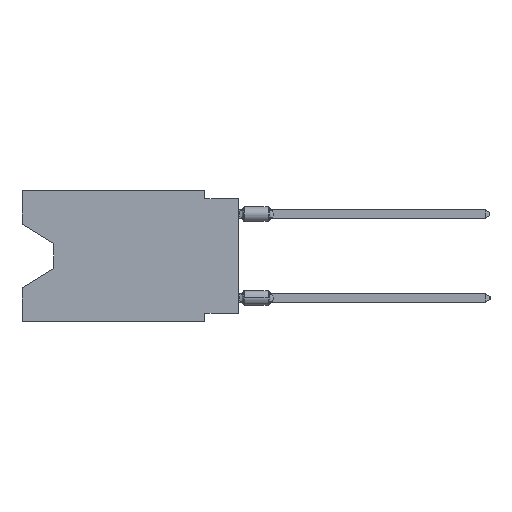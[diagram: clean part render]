
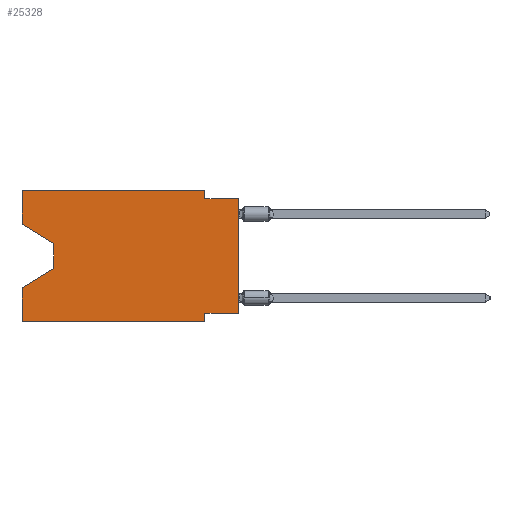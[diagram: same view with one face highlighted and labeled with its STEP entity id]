
A CAD part, left-side view. The second image highlights one B-rep face of the part: STEP entity #25328.
In plain terms, the highlighted planar face has unit normal (-1, 0, 0).
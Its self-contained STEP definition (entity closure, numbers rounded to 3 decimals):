
#746 = CARTESIAN_POINT ( 'NONE',  ( 0., 13.97, -4.013 ) ) ;
#781 = CARTESIAN_POINT ( 'NONE',  ( 0., 2.54, 0. ) ) ;
#2369 = LINE ( 'NONE', #38305, #35899 ) ;
#2644 = DIRECTION ( 'NONE',  ( 0., 1., 0. ) ) ;
#2799 = CARTESIAN_POINT ( 'NONE',  ( 0., 0., -0.635 ) ) ;
#3036 = ORIENTED_EDGE ( 'NONE', *, *, #35990, .F. ) ;
#3389 = VERTEX_POINT ( 'NONE', #35974 ) ;
#3888 = CARTESIAN_POINT ( 'NONE',  ( 0., 2.54, 0. ) ) ;
#6428 = EDGE_CURVE ( 'NONE', #43226, #28536, #39614, .T. ) ;
#6659 = LINE ( 'NONE', #27523, #21046 ) ;
#7968 = CARTESIAN_POINT ( 'NONE',  ( 0., 16.383, -7.36 ) ) ;
#9119 = DIRECTION ( 'NONE',  ( 0., 0., -1. ) ) ;
#10448 = CARTESIAN_POINT ( 'NONE',  ( 0., 16.383, -2.546 ) ) ;
#12750 = VERTEX_POINT ( 'NONE', #21387 ) ;
#13084 = CARTESIAN_POINT ( 'NONE',  ( 0., 16.383, 0. ) ) ;
#13638 = LINE ( 'NONE', #29766, #43917 ) ;
#13744 = AXIS2_PLACEMENT_3D ( 'NONE', #13084, #29192, #9119 ) ;
#15214 = VERTEX_POINT ( 'NONE', #31773 ) ;
#15712 = VERTEX_POINT ( 'NONE', #781 ) ;
#16382 = EDGE_CURVE ( 'NONE', #29306, #28536, #18669, .T. ) ;
#17932 = EDGE_LOOP ( 'NONE', ( #38161, #39490, #43225, #49443, #34883, #18674, #3036, #51459, #19947, #30051, #24567, #18259 ) ) ;
#18045 = VERTEX_POINT ( 'NONE', #52007 ) ;
#18161 = LINE ( 'NONE', #30594, #21681 ) ;
#18259 = ORIENTED_EDGE ( 'NONE', *, *, #30857, .F. ) ;
#18669 = LINE ( 'NONE', #38483, #45343 ) ;
#18674 = ORIENTED_EDGE ( 'NONE', *, *, #29277, .F. ) ;
#18878 = EDGE_CURVE ( 'NONE', #23633, #18045, #6659, .T. ) ;
#19947 = ORIENTED_EDGE ( 'NONE', *, *, #45139, .F. ) ;
#19991 = VERTEX_POINT ( 'NONE', #10448 ) ;
#20389 = DIRECTION ( 'NONE',  ( 0., 0., 1. ) ) ;
#21046 = VECTOR ( 'NONE', #20389, 1000. ) ;
#21387 = CARTESIAN_POINT ( 'NONE',  ( 0., 2.54, -9.906 ) ) ;
#21681 = VECTOR ( 'NONE', #46703, 1000. ) ;
#23633 = VERTEX_POINT ( 'NONE', #37005 ) ;
#23846 = DIRECTION ( 'NONE',  ( 0., -0.855, -0.519 ) ) ;
#24567 = ORIENTED_EDGE ( 'NONE', *, *, #29450, .F. ) ;
#24834 = LINE ( 'NONE', #43164, #34715 ) ;
#25328 = ADVANCED_FACE ( 'NONE', ( #28941 ), #45070, .F. ) ;
#25793 = DIRECTION ( 'NONE',  ( 0., 0., -1. ) ) ;
#26675 = CARTESIAN_POINT ( 'NONE',  ( 0., 16.383, -9.906 ) ) ;
#27469 = LINE ( 'NONE', #31176, #38763 ) ;
#27523 = CARTESIAN_POINT ( 'NONE',  ( 0., 0., 0. ) ) ;
#28258 = DIRECTION ( 'NONE',  ( 0., 0.855, -0.519 ) ) ;
#28475 = LINE ( 'NONE', #3888, #32189 ) ;
#28536 = VERTEX_POINT ( 'NONE', #7968 ) ;
#28733 = DIRECTION ( 'NONE',  ( 0., 0., -1. ) ) ;
#28941 = FACE_OUTER_BOUND ( 'NONE', #17932, .T. ) ;
#29192 = DIRECTION ( 'NONE',  ( 1., 0., 0. ) ) ;
#29277 = EDGE_CURVE ( 'NONE', #3389, #12750, #2369, .T. ) ;
#29306 = VERTEX_POINT ( 'NONE', #26675 ) ;
#29450 = EDGE_CURVE ( 'NONE', #15214, #15712, #31673, .T. ) ;
#29766 = CARTESIAN_POINT ( 'NONE',  ( 0., 13.97, -4.013 ) ) ;
#29918 = CARTESIAN_POINT ( 'NONE',  ( 0., 16.383, -9.906 ) ) ;
#30051 = ORIENTED_EDGE ( 'NONE', *, *, #45959, .F. ) ;
#30594 = CARTESIAN_POINT ( 'NONE',  ( 0., 16.383, 0. ) ) ;
#30857 = EDGE_CURVE ( 'NONE', #19991, #15214, #18161, .T. ) ;
#30952 = DIRECTION ( 'NONE',  ( 0., -1., 0. ) ) ;
#31111 = VERTEX_POINT ( 'NONE', #51955 ) ;
#31176 = CARTESIAN_POINT ( 'NONE',  ( 0., 0., -9.271 ) ) ;
#31673 = LINE ( 'NONE', #47537, #38437 ) ;
#31773 = CARTESIAN_POINT ( 'NONE',  ( 0., 16.383, 0. ) ) ;
#32189 = VECTOR ( 'NONE', #28733, 1000. ) ;
#34331 = DIRECTION ( 'NONE',  ( 0., 0., -1. ) ) ;
#34526 = VERTEX_POINT ( 'NONE', #746 ) ;
#34715 = VECTOR ( 'NONE', #23846, 1000. ) ;
#34883 = ORIENTED_EDGE ( 'NONE', *, *, #47096, .T. ) ;
#35030 = DIRECTION ( 'NONE',  ( 0., -1., 0. ) ) ;
#35899 = VECTOR ( 'NONE', #34331, 1000. ) ;
#35974 = CARTESIAN_POINT ( 'NONE',  ( 0., 2.54, -9.271 ) ) ;
#35990 = EDGE_CURVE ( 'NONE', #23633, #3389, #27469, .T. ) ;
#36163 = DIRECTION ( 'NONE',  ( 0., -1., 0. ) ) ;
#36712 = CARTESIAN_POINT ( 'NONE',  ( 0., 13.97, -5.893 ) ) ;
#37005 = CARTESIAN_POINT ( 'NONE',  ( 0., 0., -9.271 ) ) ;
#38161 = ORIENTED_EDGE ( 'NONE', *, *, #45670, .T. ) ;
#38305 = CARTESIAN_POINT ( 'NONE',  ( 0., 2.54, -9.906 ) ) ;
#38437 = VECTOR ( 'NONE', #36163, 1000. ) ;
#38483 = CARTESIAN_POINT ( 'NONE',  ( 0., 16.383, 0. ) ) ;
#38608 = LINE ( 'NONE', #29918, #43257 ) ;
#38763 = VECTOR ( 'NONE', #2644, 1000. ) ;
#38897 = VECTOR ( 'NONE', #35030, 1000. ) ;
#38995 = LINE ( 'NONE', #2799, #38897 ) ;
#39490 = ORIENTED_EDGE ( 'NONE', *, *, #45031, .T. ) ;
#39614 = LINE ( 'NONE', #36712, #50971 ) ;
#42976 = DIRECTION ( 'NONE',  ( 0., 0., 1. ) ) ;
#43164 = CARTESIAN_POINT ( 'NONE',  ( 0., 16.383, -2.546 ) ) ;
#43225 = ORIENTED_EDGE ( 'NONE', *, *, #6428, .T. ) ;
#43226 = VERTEX_POINT ( 'NONE', #51972 ) ;
#43257 = VECTOR ( 'NONE', #30952, 1000. ) ;
#43917 = VECTOR ( 'NONE', #25793, 1000. ) ;
#45031 = EDGE_CURVE ( 'NONE', #34526, #43226, #13638, .T. ) ;
#45070 = PLANE ( 'NONE',  #13744 ) ;
#45139 = EDGE_CURVE ( 'NONE', #31111, #18045, #38995, .T. ) ;
#45343 = VECTOR ( 'NONE', #42976, 1000. ) ;
#45670 = EDGE_CURVE ( 'NONE', #19991, #34526, #24834, .T. ) ;
#45959 = EDGE_CURVE ( 'NONE', #15712, #31111, #28475, .T. ) ;
#46703 = DIRECTION ( 'NONE',  ( 0., 0., 1. ) ) ;
#47096 = EDGE_CURVE ( 'NONE', #29306, #12750, #38608, .T. ) ;
#47537 = CARTESIAN_POINT ( 'NONE',  ( 0., 16.383, 0. ) ) ;
#49443 = ORIENTED_EDGE ( 'NONE', *, *, #16382, .F. ) ;
#50971 = VECTOR ( 'NONE', #28258, 1000. ) ;
#51459 = ORIENTED_EDGE ( 'NONE', *, *, #18878, .T. ) ;
#51955 = CARTESIAN_POINT ( 'NONE',  ( 0., 2.54, -0.635 ) ) ;
#51972 = CARTESIAN_POINT ( 'NONE',  ( 0., 13.97, -5.893 ) ) ;
#52007 = CARTESIAN_POINT ( 'NONE',  ( 0., 0., -0.635 ) ) ;
